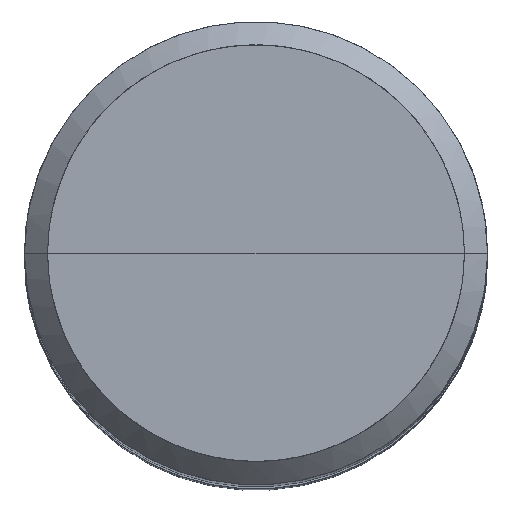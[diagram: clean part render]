
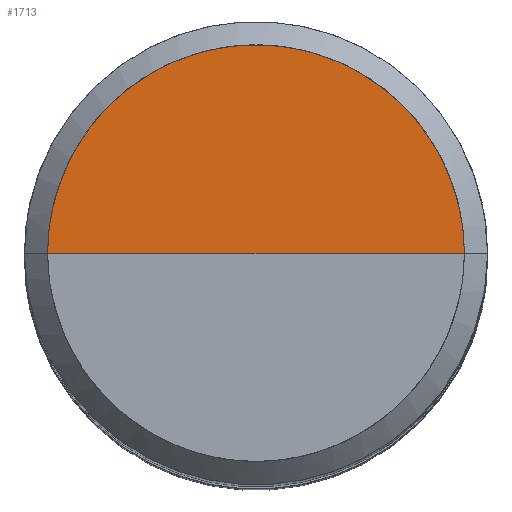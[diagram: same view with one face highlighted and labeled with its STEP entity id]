
A CAD part, top view. The second image highlights one B-rep face of the part: STEP entity #1713.
In plain terms, the highlighted free-form (B-spline) face has degree [1, 2] with [2, 5] control points.
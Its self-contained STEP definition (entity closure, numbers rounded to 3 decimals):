
#1383=CARTESIAN_POINT('',(9.0,0.0,52.0));
#1384=CARTESIAN_POINT('',(9.0,9.0,52.0));
#1385=CARTESIAN_POINT('',(0.0,9.0,52.0));
#1386=CARTESIAN_POINT('',(-9.0,9.0,52.0));
#1387=CARTESIAN_POINT('',(-9.0,0.0,52.0));
#1388=CARTESIAN_POINT('',(0.0,0.0,52.0));
#1698=(
BOUNDED_SURFACE()
B_SPLINE_SURFACE(1,2,(
(#1383,#1384,#1385,#1386,#1387),
(#1388,#1388,#1388,#1388,#1388)
), .UNSPECIFIED.,.F.,.F.,.F.)
B_SPLINE_SURFACE_WITH_KNOTS((2,2),(3,2,3),(
0.0,1.0),(
0.0,0.5,1.0), .UNSPECIFIED.)
GEOMETRIC_REPRESENTATION_ITEM()
RATIONAL_B_SPLINE_SURFACE(((1.0,0.707,1.0,0.707,1.0),
(1.0,0.707,1.0,0.707,1.0)
))
REPRESENTATION_ITEM('')
SURFACE()
);
#1699=(
BOUNDED_CURVE()
B_SPLINE_CURVE(2,(#1387,#1386,#1385,#1384,#1383),.UNSPECIFIED.,.F.,.F.)
B_SPLINE_CURVE_WITH_KNOTS((3,2,3),
(0.0,0.5,1.0),.UNSPECIFIED.)
CURVE()
GEOMETRIC_REPRESENTATION_ITEM()
RATIONAL_B_SPLINE_CURVE((1.0,0.707,1.0,0.707,1.0))
REPRESENTATION_ITEM('')
);
#1700=(
BOUNDED_CURVE()
B_SPLINE_CURVE(1,(#1383,#1388),.UNSPECIFIED.,.F.,.F.)
B_SPLINE_CURVE_WITH_KNOTS((2,2),
(0.0,1.0),.UNSPECIFIED.)
CURVE()
GEOMETRIC_REPRESENTATION_ITEM()
RATIONAL_B_SPLINE_CURVE((1.0,1.0))
REPRESENTATION_ITEM('')
);
#1701=(
BOUNDED_CURVE()
B_SPLINE_CURVE(1,(#1388,#1387),.UNSPECIFIED.,.F.,.F.)
B_SPLINE_CURVE_WITH_KNOTS((2,2),
(0.0,1.0),.UNSPECIFIED.)
CURVE()
GEOMETRIC_REPRESENTATION_ITEM()
RATIONAL_B_SPLINE_CURVE((1.0,1.0))
REPRESENTATION_ITEM('')
);
#1702=VERTEX_POINT('',#1383);
#1703=VERTEX_POINT('',#1387);
#1704=VERTEX_POINT('',#1388);
#1705=EDGE_CURVE('',#1703,#1702,#1699,.T.);
#1706=EDGE_CURVE('',#1702,#1704,#1700,.T.);
#1707=EDGE_CURVE('',#1704,#1703,#1701,.T.);
#1708=ORIENTED_EDGE('',*,*,#1705,.T.);
#1709=ORIENTED_EDGE('',*,*,#1706,.T.);
#1710=ORIENTED_EDGE('',*,*,#1707,.T.);
#1711=EDGE_LOOP('',(#1708,#1709,#1710));
#1712=FACE_OUTER_BOUND('',#1711,.T.);
#1713=ADVANCED_FACE('',(#1712),#1698,.T.);
